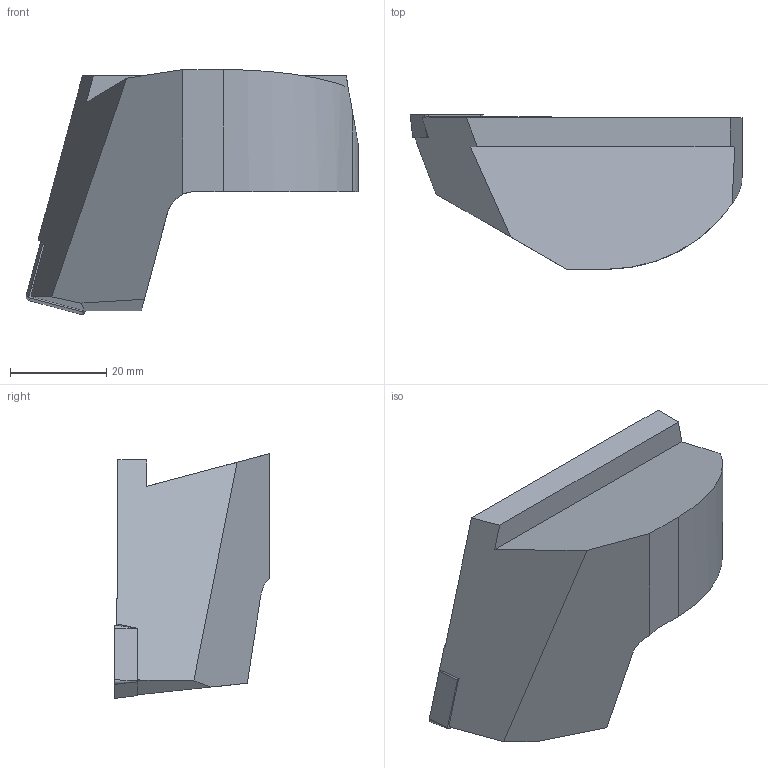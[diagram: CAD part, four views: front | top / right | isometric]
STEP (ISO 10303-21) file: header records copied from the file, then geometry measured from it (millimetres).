
FILE_DESCRIPTION(/* description */ (''),/* implementation_level */ '2;1');
FILE_NAME(/* name */ '1560774882380.stp',/* time_stamp */ '2019-06-17T14:34:45+02:00',/* author */ (''),/* organization */ ('SMS'),/* preprocessor_version */ 'ST-DEVELOPER v15',/* originating_system */ 'SIEMENS PLM Software NX 8.5',/* authorisation */ '');
FILE_SCHEMA (('AUTOMOTIVE_DESIGN { 1 0 10303 214 3 1 1 1 }'));
Length unit declared in the file: millimetre
Products named in the file (4): IsoTurningInsert; 202348385mod000_00; ASSEMBLY_CONSTRUCTION; 111150966mod000_01
Assembly tree (3 placements, depth 2):
  111150966mod000_01
    ASSEMBLY_CONSTRUCTION
    202348385mod000_00
    IsoTurningInsert
Bounding box: 69 x 32.2 x 50.89 mm (x, y, z)
Volume: 45437.6 mm3; surface area: 9878.3 mm2
Topology: 2 solids, 2 shells, 43 faces, 112 edges, 80 vertices
Faces by surface type: plane 27, cylinder 6, cone 6, torus 4
Full cylindrical faces by diameter (mm): 5.5 x2
Entity records: 1488 total; most frequent: CARTESIAN_POINT 289, DIRECTION 234, ORIENTED_EDGE 198, EDGE_CURVE 99, AXIS2_PLACEMENT_3D 82, LINE 70, VECTOR 70, VERTEX_POINT 69
